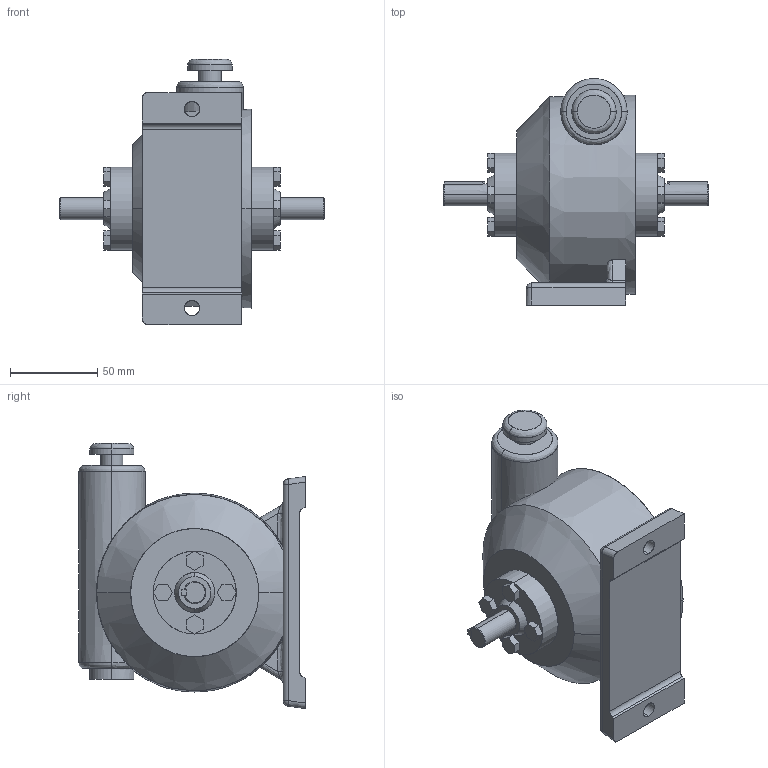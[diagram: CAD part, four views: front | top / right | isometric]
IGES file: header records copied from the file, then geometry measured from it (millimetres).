
Start section: SolidWorks IGES file using analytic representation for surfaces
Global section: file name: DD1A.igs; native system: SolidWorks 2010; preprocessor: SolidWorks 2010; author: Josh; date: 110815.071927; units: inch
Bounding box: 152.4 x 130.18 x 152.4 mm (x, y, z)
Surface area: 71491.9 mm2 (no closed solid volume)
Topology: 0 solids, 0 shells, 181 faces, 2742 edges, 2734 vertices
Faces by surface type: bspline 112, revolution 69
